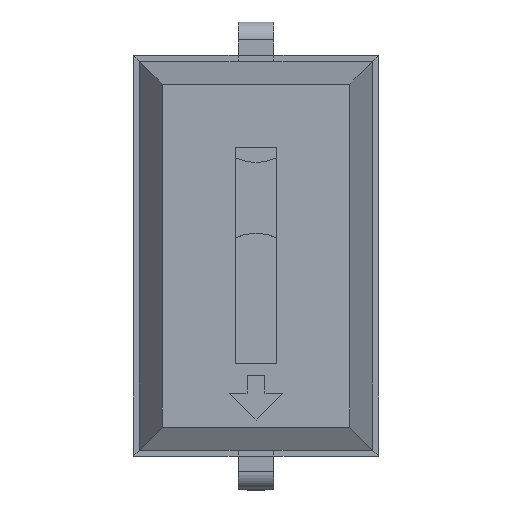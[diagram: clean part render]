
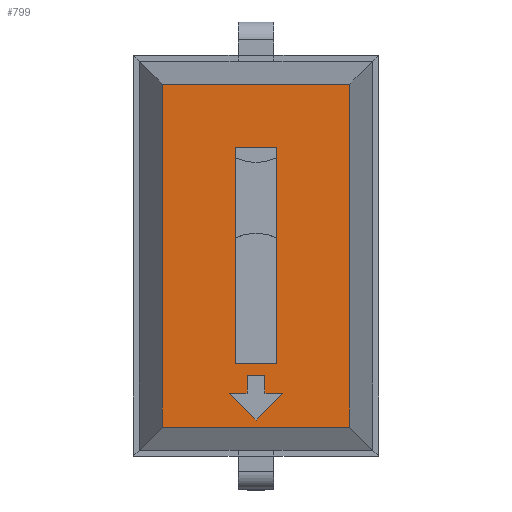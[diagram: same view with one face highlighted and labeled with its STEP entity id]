
A CAD part, top view. The second image highlights one B-rep face of the part: STEP entity #799.
In plain terms, the highlighted planar face has unit normal (0, 0, 1).
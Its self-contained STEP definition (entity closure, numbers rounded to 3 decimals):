
#27=VECTOR('',#28,1.);
#28=DIRECTION('',(-1.,0.,0.));
#34=VECTOR('',#35,1.);
#35=DIRECTION('',(0.,-1.,0.));
#41=VECTOR('',#42,1.);
#42=DIRECTION('',(1.,0.,0.));
#46=VECTOR('',#47,1.);
#47=DIRECTION('',(0.,1.,0.));
#50=DIRECTION('',(0.,0.,-1.));
#551=VERTEX_POINT('',#552);
#552=CARTESIAN_POINT('',(-1.617,6.677,3.8));
#554=ORIENTED_EDGE('',*,*,#555,.F.);
#555=EDGE_CURVE('',#556,#551,#558,.T.);
#556=VERTEX_POINT('',#557);
#557=CARTESIAN_POINT('',(1.517,6.677,3.8));
#558=LINE('',#557,#27);
#665=VERTEX_POINT('',#666);
#666=CARTESIAN_POINT('',(-1.617,0.943,3.8));
#668=ORIENTED_EDGE('',*,*,#669,.F.);
#669=EDGE_CURVE('',#551,#665,#670,.T.);
#670=LINE('',#552,#34);
#682=VERTEX_POINT('',#683);
#683=CARTESIAN_POINT('',(1.517,0.943,3.8));
#685=ORIENTED_EDGE('',*,*,#686,.F.);
#686=EDGE_CURVE('',#665,#682,#687,.T.);
#687=LINE('',#666,#41);
#794=ORIENTED_EDGE('',*,*,#795,.F.);
#795=EDGE_CURVE('',#682,#556,#796,.T.);
#796=LINE('',#683,#46);
#799=ADVANCED_FACE('',(#800,#802,#840),#881,.F.);
#800=FACE_BOUND('',#801,.F.);
#801=EDGE_LOOP('',(#554,#794,#685,#668));
#802=FACE_BOUND('',#803,.F.);
#803=EDGE_LOOP('',(#804,#811,#815,#819,#824,#829,#833,#837));
#804=ORIENTED_EDGE('',*,*,#805,.T.);
#805=EDGE_CURVE('',#806,#808,#810,.T.);
#806=VERTEX_POINT('',#807);
#807=CARTESIAN_POINT('',(0.3,2.,3.8));
#808=VERTEX_POINT('',#809);
#809=CARTESIAN_POINT('',(0.3,4.107,3.8));
#810=LINE('',#807,#46);
#811=ORIENTED_EDGE('',*,*,#812,.T.);
#812=EDGE_CURVE('',#808,#813,#810,.T.);
#813=VERTEX_POINT('',#814);
#814=CARTESIAN_POINT('',(0.3,5.445,3.8));
#815=ORIENTED_EDGE('',*,*,#816,.T.);
#816=EDGE_CURVE('',#813,#817,#810,.T.);
#817=VERTEX_POINT('',#818);
#818=CARTESIAN_POINT('',(0.3,5.62,3.8));
#819=ORIENTED_EDGE('',*,*,#820,.T.);
#820=EDGE_CURVE('',#817,#821,#823,.T.);
#821=VERTEX_POINT('',#822);
#822=CARTESIAN_POINT('',(-0.4,5.62,3.8));
#823=LINE('',#818,#27);
#824=ORIENTED_EDGE('',*,*,#825,.T.);
#825=EDGE_CURVE('',#821,#826,#828,.T.);
#826=VERTEX_POINT('',#827);
#827=CARTESIAN_POINT('',(-0.4,5.445,3.8));
#828=LINE('',#822,#34);
#829=ORIENTED_EDGE('',*,*,#830,.T.);
#830=EDGE_CURVE('',#826,#831,#828,.T.);
#831=VERTEX_POINT('',#832);
#832=CARTESIAN_POINT('',(-0.4,4.107,3.8));
#833=ORIENTED_EDGE('',*,*,#834,.T.);
#834=EDGE_CURVE('',#831,#835,#828,.T.);
#835=VERTEX_POINT('',#836);
#836=CARTESIAN_POINT('',(-0.4,2.,3.8));
#837=ORIENTED_EDGE('',*,*,#838,.T.);
#838=EDGE_CURVE('',#835,#806,#839,.T.);
#839=LINE('',#836,#41);
#840=FACE_BOUND('',#841,.F.);
#841=EDGE_LOOP('',(#842,#849,#854,#859,#866,#873,#878));
#842=ORIENTED_EDGE('',*,*,#843,.T.);
#843=EDGE_CURVE('',#844,#846,#848,.T.);
#844=VERTEX_POINT('',#845);
#845=CARTESIAN_POINT('',(0.1,1.81,3.8));
#846=VERTEX_POINT('',#847);
#847=CARTESIAN_POINT('',(-0.2,1.81,3.8));
#848=LINE('',#845,#27);
#849=ORIENTED_EDGE('',*,*,#850,.T.);
#850=EDGE_CURVE('',#846,#851,#853,.T.);
#851=VERTEX_POINT('',#852);
#852=CARTESIAN_POINT('',(-0.2,1.51,3.8));
#853=LINE('',#847,#34);
#854=ORIENTED_EDGE('',*,*,#855,.T.);
#855=EDGE_CURVE('',#851,#856,#858,.T.);
#856=VERTEX_POINT('',#857);
#857=CARTESIAN_POINT('',(-0.5,1.51,3.8));
#858=LINE('',#852,#27);
#859=ORIENTED_EDGE('',*,*,#860,.T.);
#860=EDGE_CURVE('',#856,#861,#863,.T.);
#861=VERTEX_POINT('',#862);
#862=CARTESIAN_POINT('',(-0.05,1.06,3.8));
#863=LINE('',#857,#864);
#864=VECTOR('',#865,1.);
#865=DIRECTION('',(0.707,-0.707,0.));
#866=ORIENTED_EDGE('',*,*,#867,.T.);
#867=EDGE_CURVE('',#861,#868,#870,.T.);
#868=VERTEX_POINT('',#869);
#869=CARTESIAN_POINT('',(0.4,1.51,3.8));
#870=LINE('',#862,#871);
#871=VECTOR('',#872,1.);
#872=DIRECTION('',(0.707,0.707,0.));
#873=ORIENTED_EDGE('',*,*,#874,.T.);
#874=EDGE_CURVE('',#868,#875,#877,.T.);
#875=VERTEX_POINT('',#876);
#876=CARTESIAN_POINT('',(0.1,1.51,3.8));
#877=LINE('',#869,#27);
#878=ORIENTED_EDGE('',*,*,#879,.T.);
#879=EDGE_CURVE('',#875,#844,#880,.T.);
#880=LINE('',#876,#46);
#881=PLANE('',#882);
#882=AXIS2_PLACEMENT_3D('',#557,#50,#883);
#883=DIRECTION('',(-0.48,-0.877,0.));
